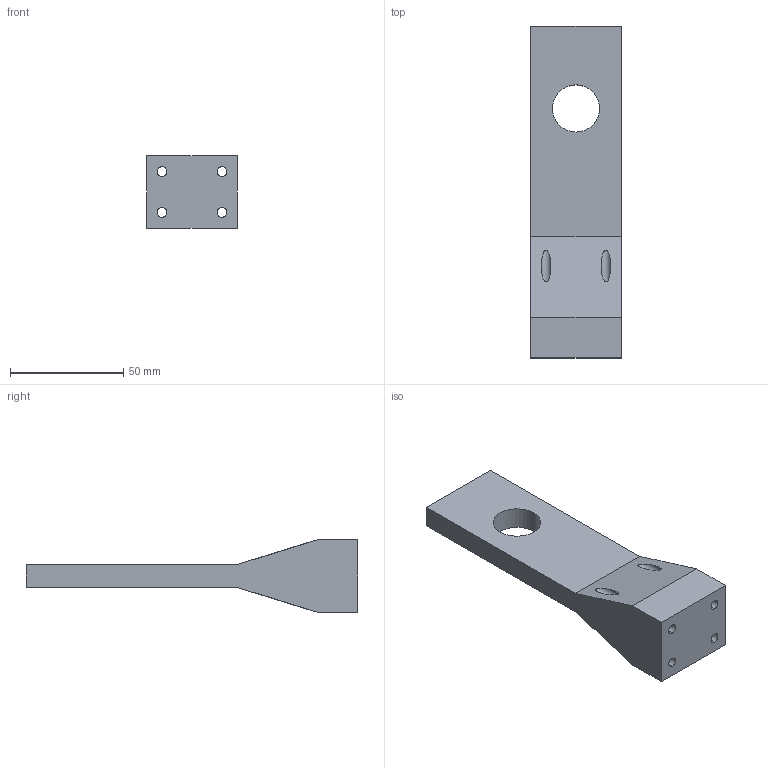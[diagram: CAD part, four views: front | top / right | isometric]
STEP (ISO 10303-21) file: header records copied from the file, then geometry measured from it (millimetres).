
FILE_DESCRIPTION((''),'2;1');
FILE_NAME('SHOULDER_SUPPORT_SHOULDER','2021-03-26T22:07:25',('TINH LE'),(''),'CREO PARAMETRIC BY PTC INC, 2020154','CREO PARAMETRIC BY PTC INC, 2020154','');
FILE_SCHEMA(('CONFIG_CONTROL_DESIGN'));
Length unit declared in the file: millimetre
Products named in the file (1): SHOULDER_SUPPORT_SHOULDER
Bounding box: 40 x 146.5 x 32 mm (x, y, z)
Volume: 84234 mm3; surface area: 19956.4 mm2
Topology: 1 solids, 1 shells, 20 faces, 70 edges, 52 vertices
Faces by surface type: plane 10, cylinder 10
Entity records: 912 total; most frequent: CARTESIAN_POINT 230, ORIENTED_EDGE 140, DIRECTION 122, EDGE_CURVE 70, VERTEX_POINT 52, VECTOR 42, LINE 42, AXIS2_PLACEMENT_3D 40
